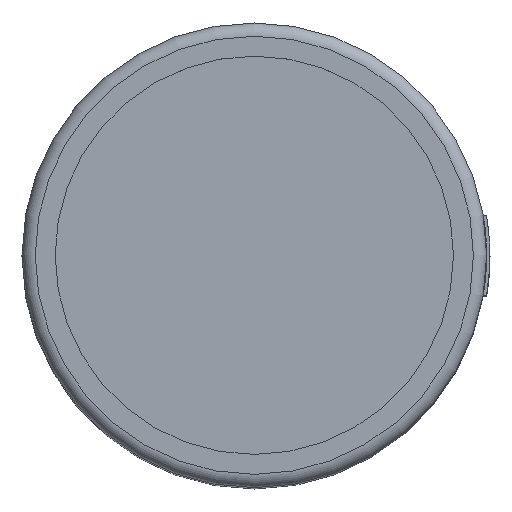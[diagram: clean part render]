
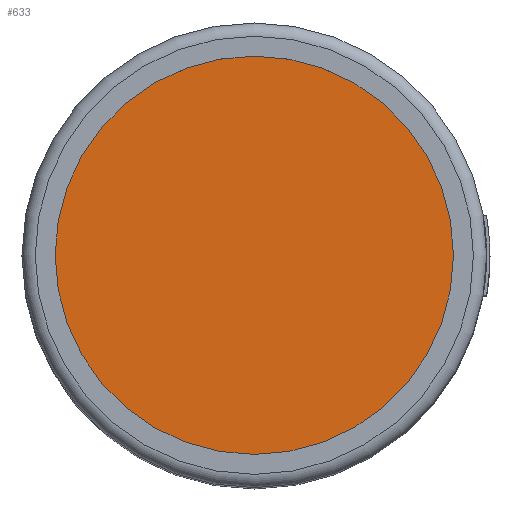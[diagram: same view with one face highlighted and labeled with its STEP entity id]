
A CAD part, top view. The second image highlights one B-rep face of the part: STEP entity #633.
In plain terms, the highlighted planar face has unit normal (0, 0, 1).
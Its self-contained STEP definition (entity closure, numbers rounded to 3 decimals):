
#532 = VERTEX_POINT('',#533);
#533 = CARTESIAN_POINT('',(3.,0.,11.9));
#539 = EDGE_CURVE('',#532,#532,#540,.T.);
#540 = CIRCLE('',#541,3.);
#541 = AXIS2_PLACEMENT_3D('',#542,#543,#544);
#542 = CARTESIAN_POINT('',(0.,0.,11.9));
#543 = DIRECTION('',(0.,0.,1.));
#544 = DIRECTION('',(1.,0.,0.));
#633 = ADVANCED_FACE('',(#634),#637,.T.);
#634 = FACE_BOUND('',#635,.T.);
#635 = EDGE_LOOP('',(#636));
#636 = ORIENTED_EDGE('',*,*,#539,.T.);
#637 = PLANE('',#638);
#638 = AXIS2_PLACEMENT_3D('',#639,#640,#641);
#639 = CARTESIAN_POINT('',(0.,0.,11.9));
#640 = DIRECTION('',(0.,0.,1.));
#641 = DIRECTION('',(1.,0.,0.));
